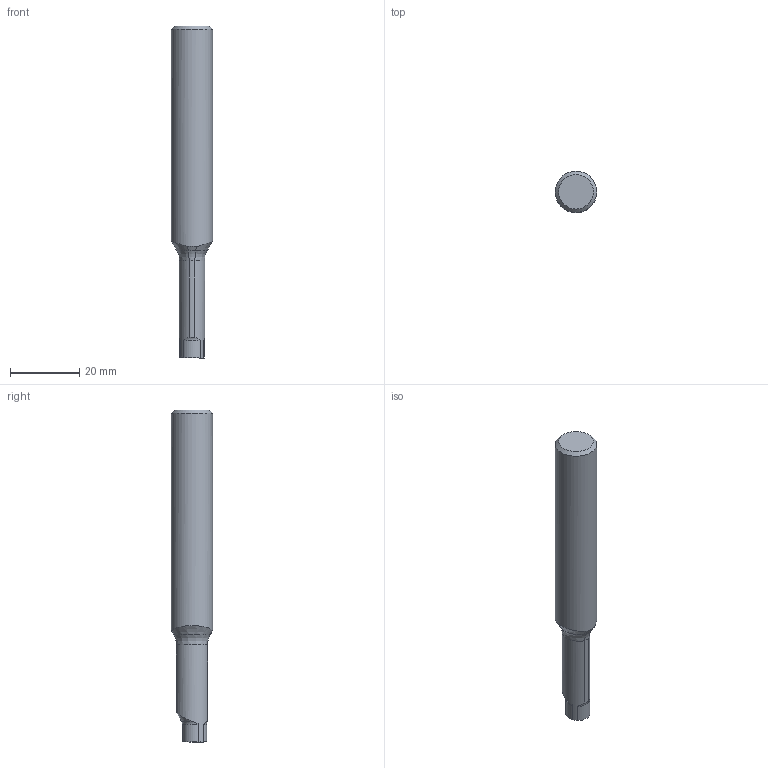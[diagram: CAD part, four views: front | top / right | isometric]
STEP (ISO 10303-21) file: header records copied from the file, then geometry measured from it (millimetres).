
FILE_DESCRIPTION(/* description */ (''),/* implementation_level */ '2;1');
FILE_NAME(/* name */ '1589879670623.stp',/* time_stamp */ '2020-05-19T14:44:45+05:00',/* author */ (''),/* organization */ ('SMS'),/* preprocessor_version */ 'ST-DEVELOPER v16.7',/* originating_system */ 'SIEMENS PLM Software NX 12.0',/* authorisation */ '');
FILE_SCHEMA (('AUTOMOTIVE_DESIGN { 1 0 10303 214 3 1 1 1 }'));
Length unit declared in the file: millimetre
Products named in the file (1): 202735764mod000_00
Bounding box: 12 x 12 x 96.1 mm (x, y, z)
Volume: 8825.8 mm3; surface area: 3367.3 mm2
Topology: 1 solids, 1 shells, 23 faces, 66 edges, 48 vertices
Faces by surface type: bspline 10, cylinder 7, cone 2, plane 2, torus 2
Full cylindrical faces by diameter (mm): 12 x1
Entity records: 1290 total; most frequent: CARTESIAN_POINT 743, ORIENTED_EDGE 126, DIRECTION 67, EDGE_CURVE 63, VERTEX_POINT 44, B_SPLINE_CURVE_WITH_KNOTS 35, AXIS2_PLACEMENT_3D 27, EDGE_LOOP 25
